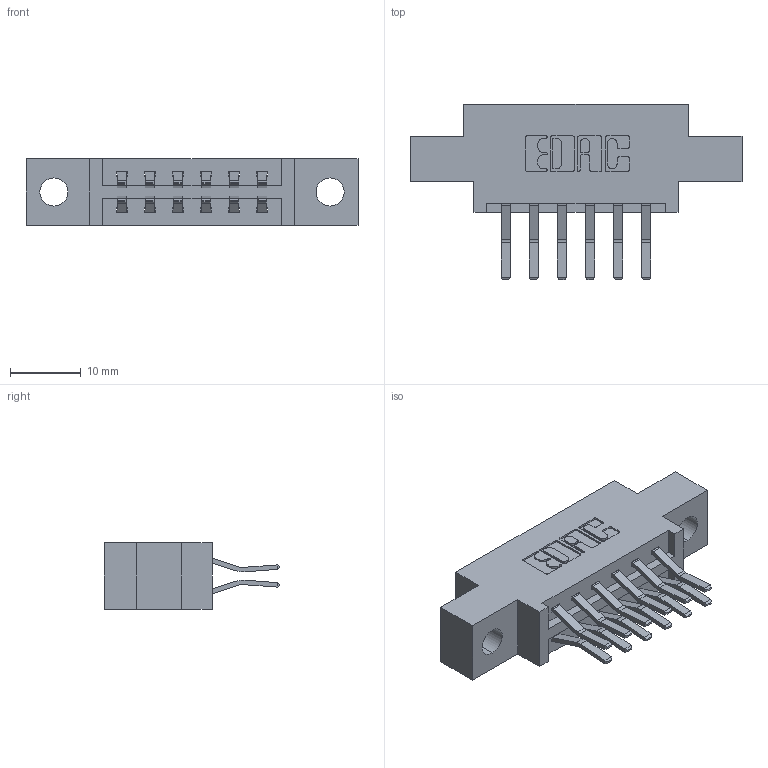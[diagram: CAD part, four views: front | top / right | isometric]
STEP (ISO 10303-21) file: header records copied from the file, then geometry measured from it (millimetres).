
FILE_DESCRIPTION (( 'STEP AP203' ), '1' );
FILE_NAME ('387-012-560-804.STEP', '2019-10-15T20:43:20', ( '' ), ( '' ), 'SwSTEP 2.0', 'SolidWorks 2016', '' );
FILE_SCHEMA (( 'CONFIG_CONTROL_DESIGN' ));
Length unit declared in the file: inch
Products named in the file (3): 387-012-560-804; 345-292-001_560 Tail; 337 Part_0.170 Offset - 0.156 Dia-TH
Assembly tree (13 placements, depth 2):
  387-012-560-804
    337 Part_0.170 Offset - 0.156 Dia-TH
    345-292-001_560 Tail  x12
Bounding box: 46.79 x 24.78 x 9.4 mm (x, y, z)
Volume: 4324.9 mm3; surface area: 4672.4 mm2
Topology: 13 solids, 13 shells, 790 faces, 2327 edges, 1534 vertices
Faces by surface type: plane 530, cylinder 260
Entity records: 9531 total; most frequent: CARTESIAN_POINT 1638, ORIENTED_EDGE 1574, DIRECTION 1463, EDGE_CURVE 787, LINE 655, VECTOR 655, VERTEX_POINT 522, AXIS2_PLACEMENT_3D 404
